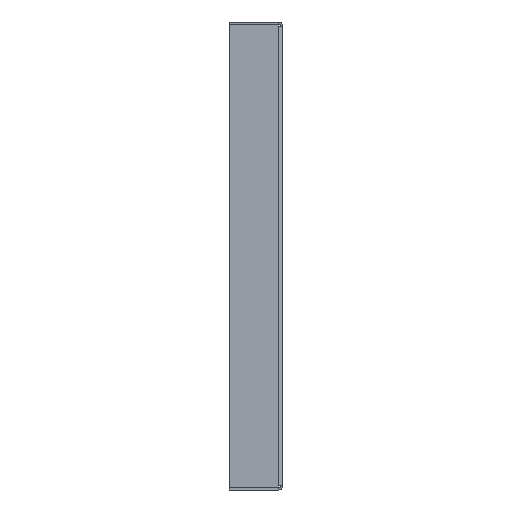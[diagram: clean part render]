
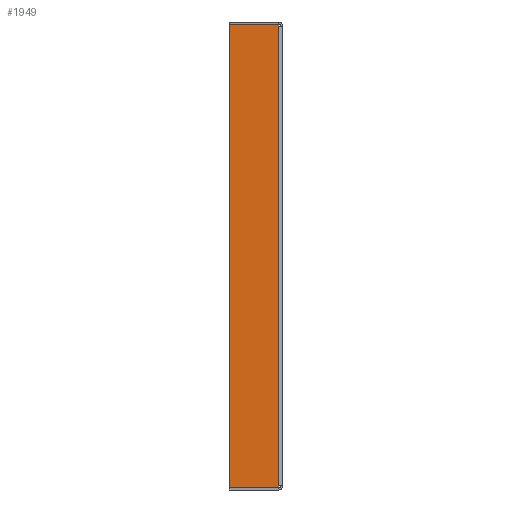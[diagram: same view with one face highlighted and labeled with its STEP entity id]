
A CAD part, left-side view. The second image highlights one B-rep face of the part: STEP entity #1949.
In plain terms, the highlighted planar face has unit normal (-1, 0, 0).
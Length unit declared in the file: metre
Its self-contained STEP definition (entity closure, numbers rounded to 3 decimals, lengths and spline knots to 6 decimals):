
#534=ORIENTED_EDGE('',*,*,#839,.T.);
#535=ORIENTED_EDGE('',*,*,#836,.F.);
#536=ORIENTED_EDGE('',*,*,#849,.T.);
#537=ORIENTED_EDGE('',*,*,#845,.F.);
#538=ORIENTED_EDGE('',*,*,#842,.T.);
#539=ORIENTED_EDGE('',*,*,#850,.T.);
#836=EDGE_CURVE('',#1019,#1017,#1244,.T.);
#839=EDGE_CURVE('',#1021,#1017,#1247,.T.);
#842=EDGE_CURVE('',#1024,#1022,#1250,.T.);
#845=EDGE_CURVE('',#1024,#1026,#1253,.T.);
#849=EDGE_CURVE('',#1019,#1026,#1257,.T.);
#850=EDGE_CURVE('',#1022,#1021,#1258,.F.);
#1017=VERTEX_POINT('',#3100);
#1019=VERTEX_POINT('',#3107);
#1021=VERTEX_POINT('',#3117);
#1022=VERTEX_POINT('',#3121);
#1024=VERTEX_POINT('',#3124);
#1026=VERTEX_POINT('',#3130);
#1244=LINE('',#3110,#1484);
#1247=LINE('',#3116,#1487);
#1250=LINE('',#3123,#1490);
#1253=LINE('',#3129,#1493);
#1257=LINE('',#3136,#1497);
#1258=LINE('',#3138,#1498);
#1484=VECTOR('',#2553,1.);
#1487=VECTOR('',#2560,1.);
#1490=VECTOR('',#2565,1.);
#1493=VECTOR('',#2570,1.);
#1497=VECTOR('',#2576,1.);
#1498=VECTOR('',#2579,1.);
#1621=EDGE_LOOP('',(#534,#535,#536,#537,#538,#539));
#1737=FACE_BOUND('',#1621,.T.);
#1839=PLANE('',#2100);
#1949=ADVANCED_FACE('',(#1737),#1839,.F.);
#2100=AXIS2_PLACEMENT_3D('',#3141,#2583,#2584);
#2553=DIRECTION('',(0.,0.,-1.));
#2560=DIRECTION('',(0.,0.,1.));
#2565=DIRECTION('',(0.,0.,-1.));
#2570=DIRECTION('',(0.,-1.,0.));
#2576=DIRECTION('',(0.,0.,1.));
#2579=DIRECTION('',(0.,1.,0.));
#2583=DIRECTION('',(1.,0.,0.));
#2584=DIRECTION('',(0.,1.,0.));
#3100=CARTESIAN_POINT('',(-0.0015,0.0015,0.0015));
#3107=CARTESIAN_POINT('',(-0.0015,0.0015,0.3455));
#3110=CARTESIAN_POINT('',(-0.0015,0.0015,0.1735));
#3116=CARTESIAN_POINT('',(-0.0015,0.0015,0.1735));
#3117=CARTESIAN_POINT('',(-0.0015,0.0015,0.0002));
#3121=CARTESIAN_POINT('',(-0.0015,0.0385,0.0002));
#3123=CARTESIAN_POINT('',(-0.0015,0.0385,0.1735));
#3124=CARTESIAN_POINT('',(-0.0015,0.0385,0.3468));
#3129=CARTESIAN_POINT('',(-0.0015,0.0185,0.3468));
#3130=CARTESIAN_POINT('',(-0.0015,0.0015,0.3468));
#3136=CARTESIAN_POINT('',(-0.0015,0.0015,0.1735));
#3138=CARTESIAN_POINT('',(-0.0015,0.0185,0.0002));
#3141=CARTESIAN_POINT('',(-0.0015,0.0185,0.1735));
